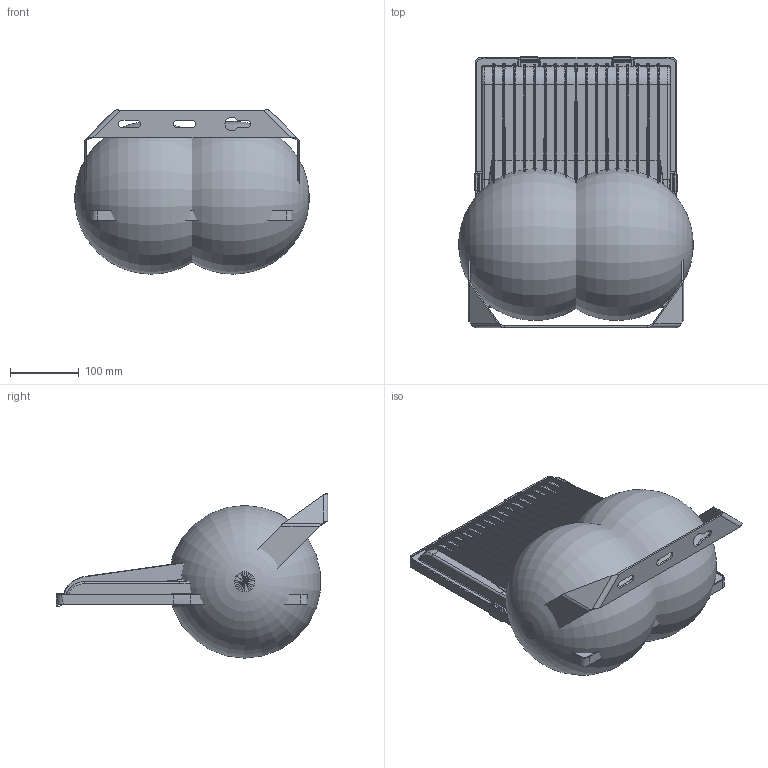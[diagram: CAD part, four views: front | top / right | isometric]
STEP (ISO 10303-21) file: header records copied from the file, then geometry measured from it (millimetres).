
FILE_DESCRIPTION (( 'STEP AP214' ), '1' );
FILE_NAME ('FL_PFM_150W.STEP', '2024-07-30T12:24:32', ( '' ), ( '' ), 'SwSTEP 2.0', 'SolidWorks 2020', '' );
FILE_SCHEMA (( 'AUTOMOTIVE_DESIGN' ));
Length unit declared in the file: millimetre
Products named in the file (1): FL_PFM_150W
Bounding box: 341.82 x 395.55 x 239.33 mm (x, y, z)
Volume: 13319456 mm3; surface area: 1027508.3 mm2
Topology: 12 solids, 12 shells, 1421 faces, 3554 edges, 2139 vertices
Faces by surface type: cylinder 520, bspline 432, plane 321, torus 126, cone 12, sphere 10
Full cylindrical faces by diameter (mm): 11 x2
Entity records: 85745 total; most frequent: CARTESIAN_POINT 41582, ORIENTED_EDGE 7046, DIRECTION 4123, EDGE_CURVE 3523, VERTEX_POINT 2137, B_SPLINE_CURVE_WITH_KNOTS 1762, AXIS2_PLACEMENT_3D 1512, EDGE_LOOP 1444
